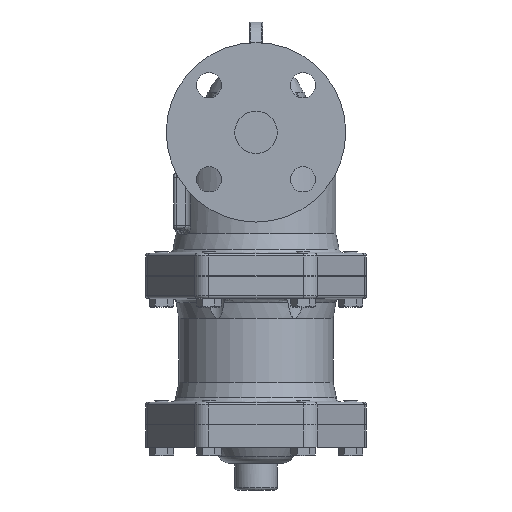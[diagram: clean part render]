
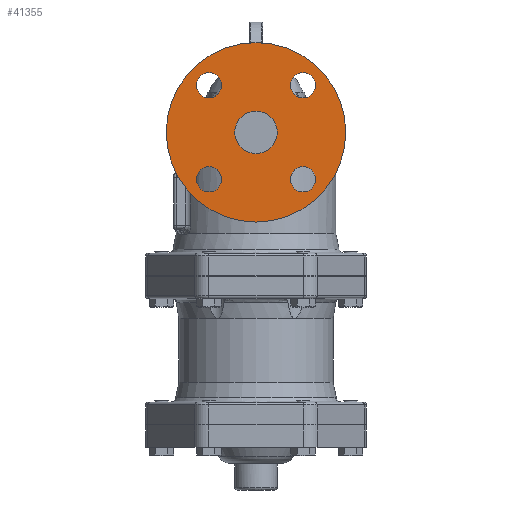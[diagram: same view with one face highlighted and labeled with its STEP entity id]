
A CAD part, left-side view. The second image highlights one B-rep face of the part: STEP entity #41355.
In plain terms, the highlighted planar face has unit normal (-1, 0, 0).
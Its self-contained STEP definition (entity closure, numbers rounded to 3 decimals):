
#41277=CARTESIAN_POINT('',(-107.5,0.0,92.));
#41278=VERTEX_POINT('',#41277);
#41279=CARTESIAN_POINT('',(-107.5,0.0,108.0));
#41280=DIRECTION('',(1.0,0.0,0.0));
#41281=DIRECTION('',(0.0,0.0,-1.0));
#41282=AXIS2_PLACEMENT_3D('',#41279,#41280,#41281);
#41283=CIRCLE('',#41282,16.0);
#41284=EDGE_CURVE('',#41278,#41278,#41283,.T.);
#41292=CARTESIAN_POINT('',(-107.5,0.,110.545));
#41293=DIRECTION('',(1.0,0.0,0.0));
#41294=DIRECTION('',(0.0,0.0,-1.0));
#41295=AXIS2_PLACEMENT_3D('',#41292,#41293,#41294);
#41296=PLANE('',#41295);
#41297=CARTESIAN_POINT('',(-107.5,0.0,175.5));
#41298=VERTEX_POINT('',#41297);
#41299=CARTESIAN_POINT('',(-107.5,0.0,108.0));
#41300=DIRECTION('',(-1.0,0.0,0.0));
#41301=DIRECTION('',(0.0,0.0,1.0));
#41302=AXIS2_PLACEMENT_3D('',#41299,#41300,#41301);
#41303=CIRCLE('',#41302,67.5);
#41304=EDGE_CURVE('',#41298,#41298,#41303,.T.);
#41305=ORIENTED_EDGE('',*,*,#41304,.T.);
#41306=EDGE_LOOP('',(#41305));
#41307=FACE_OUTER_BOUND('',#41306,.T.);
#41308=CARTESIAN_POINT('',(-107.5,-25.855,72.645));
#41309=VERTEX_POINT('',#41308);
#41310=CARTESIAN_POINT('',(-107.5,-35.355,72.645));
#41311=DIRECTION('',(1.0,0.0,0.0));
#41312=DIRECTION('',(0.0,1.0,0.0));
#41313=AXIS2_PLACEMENT_3D('',#41310,#41311,#41312);
#41314=CIRCLE('',#41313,9.5);
#41315=EDGE_CURVE('',#41309,#41309,#41314,.T.);
#41316=ORIENTED_EDGE('',*,*,#41315,.T.);
#41317=EDGE_LOOP('',(#41316));
#41318=FACE_BOUND('',#41317,.T.);
#41319=CARTESIAN_POINT('',(-107.5,35.355,82.145));
#41320=VERTEX_POINT('',#41319);
#41321=CARTESIAN_POINT('',(-107.5,35.355,72.645));
#41322=DIRECTION('',(1.0,0.0,0.0));
#41323=DIRECTION('',(0.0,0.0,1.0));
#41324=AXIS2_PLACEMENT_3D('',#41321,#41322,#41323);
#41325=CIRCLE('',#41324,9.5);
#41326=EDGE_CURVE('',#41320,#41320,#41325,.T.);
#41327=ORIENTED_EDGE('',*,*,#41326,.T.);
#41328=EDGE_LOOP('',(#41327));
#41329=FACE_BOUND('',#41328,.T.);
#41330=CARTESIAN_POINT('',(-107.5,25.855,143.355));
#41331=VERTEX_POINT('',#41330);
#41332=CARTESIAN_POINT('',(-107.5,35.355,143.355));
#41333=DIRECTION('',(1.0,0.0,0.0));
#41334=DIRECTION('',(0.0,-1.0,0.0));
#41335=AXIS2_PLACEMENT_3D('',#41332,#41333,#41334);
#41336=CIRCLE('',#41335,9.5);
#41337=EDGE_CURVE('',#41331,#41331,#41336,.T.);
#41338=ORIENTED_EDGE('',*,*,#41337,.T.);
#41339=EDGE_LOOP('',(#41338));
#41340=FACE_BOUND('',#41339,.T.);
#41341=CARTESIAN_POINT('',(-107.5,-35.355,133.855));
#41342=VERTEX_POINT('',#41341);
#41343=CARTESIAN_POINT('',(-107.5,-35.355,143.355));
#41344=DIRECTION('',(1.0,0.0,0.0));
#41345=DIRECTION('',(0.0,0.0,-1.0));
#41346=AXIS2_PLACEMENT_3D('',#41343,#41344,#41345);
#41347=CIRCLE('',#41346,9.5);
#41348=EDGE_CURVE('',#41342,#41342,#41347,.T.);
#41349=ORIENTED_EDGE('',*,*,#41348,.T.);
#41350=EDGE_LOOP('',(#41349));
#41351=FACE_BOUND('',#41350,.T.);
#41352=ORIENTED_EDGE('',*,*,#41284,.T.);
#41353=EDGE_LOOP('',(#41352));
#41354=FACE_BOUND('',#41353,.T.);
#41355=ADVANCED_FACE('',(#41307,#41318,#41329,#41340,#41351,#41354),#41296,.F.);
